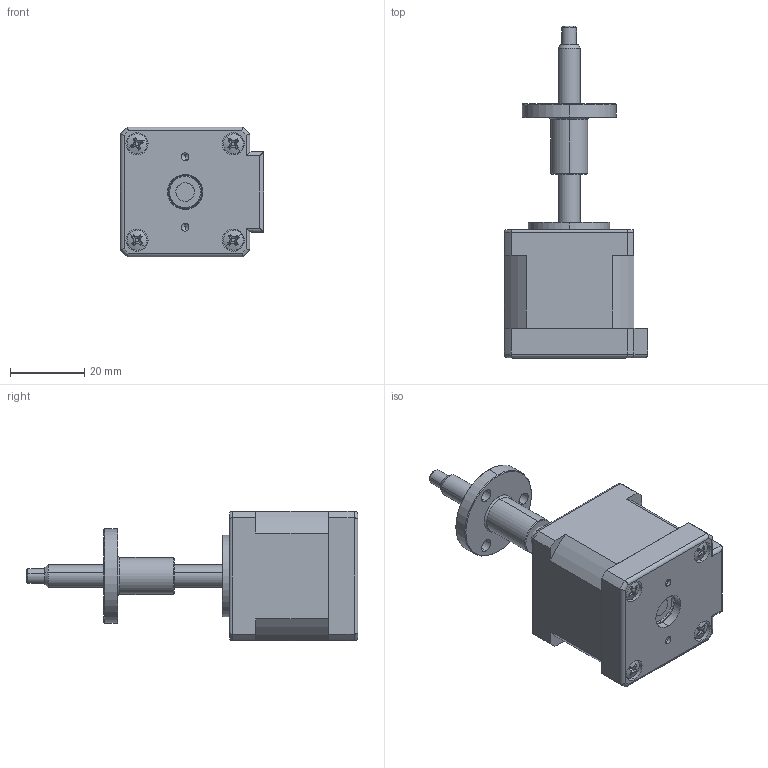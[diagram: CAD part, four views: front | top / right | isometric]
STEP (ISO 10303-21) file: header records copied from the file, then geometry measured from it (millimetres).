
FILE_DESCRIPTION (( 'STEP AP203' ), '1' );
FILE_NAME ('LE143S-W0601-50-AR1-S-150.STEP', '2018-08-10T08:36:29', ( '' ), ( '' ), 'SwSTEP 2.0', 'SolidWorks 2014', '' );
FILE_SCHEMA (( 'CONFIG_CONTROL_DESIGN' ));
Length unit declared in the file: millimetre
Products named in the file (1): LE143S-W0601-50-AR1-S-150
Bounding box: 38.7 x 89.6 x 35 mm (x, y, z)
Surface area: 12079.1 mm2 (no closed solid volume)
Topology: 0 solids, 14 shells, 292 faces, 816 edges, 544 vertices
Faces by surface type: plane 106, cylinder 98, cone 66, torus 14, sphere 8
Entity records: 9860 total; most frequent: CARTESIAN_POINT 2275, DIRECTION 1616, ORIENTED_EDGE 1456, EDGE_CURVE 812, AXIS2_PLACEMENT_3D 623, VERTEX_POINT 544, VECTOR 370, LINE 370
